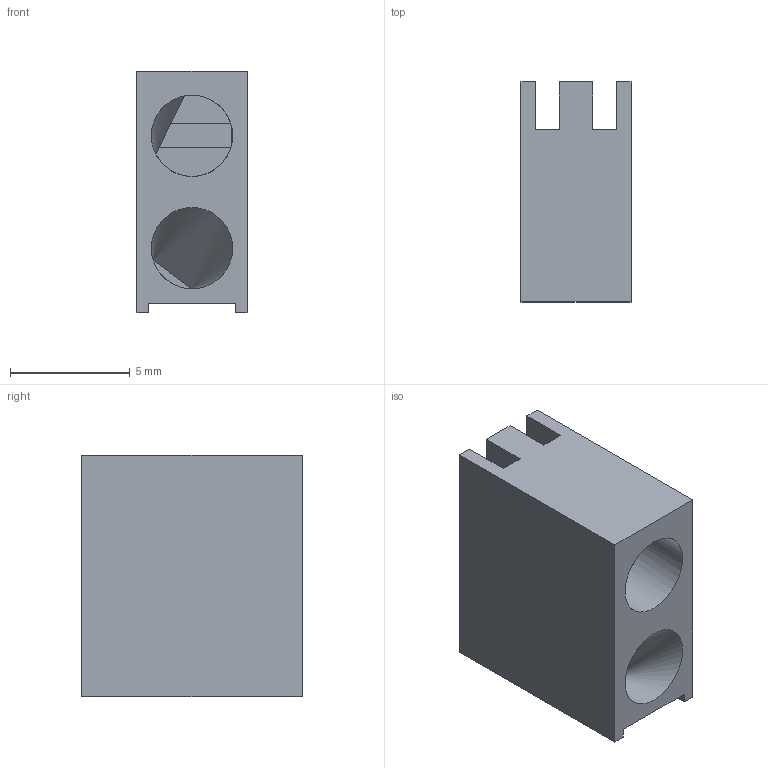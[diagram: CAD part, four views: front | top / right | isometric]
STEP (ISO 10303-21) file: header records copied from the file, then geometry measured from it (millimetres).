
FILE_DESCRIPTION(('FreeCAD Model'),'2;1');
FILE_NAME('Open CASCADE Shape Model','2022-10-04T22:30:47',('Author'),( ''),'Open CASCADE STEP processor 7.5','FreeCAD','Unknown');
FILE_SCHEMA(('AUTOMOTIVE_DESIGN { 1 0 10303 214 1 1 1 1 }'));
Length unit declared in the file: millimetre
Products named in the file (1): Body
Bounding box: 4.6 x 9.2 x 10.1 mm (x, y, z)
Volume: 245.1 mm3; surface area: 635.6 mm2
Topology: 1 solids, 1 shells, 58 faces, 155 edges, 92 vertices
Faces by surface type: plane 56, cylinder 2
Entity records: 1780 total; most frequent: ORIENTED_EDGE 308, CARTESIAN_POINT 305, DIRECTION 292, EDGE_CURVE 154, LINE 134, VECTOR 134, VERTEX_POINT 92, AXIS2_PLACEMENT_3D 79
